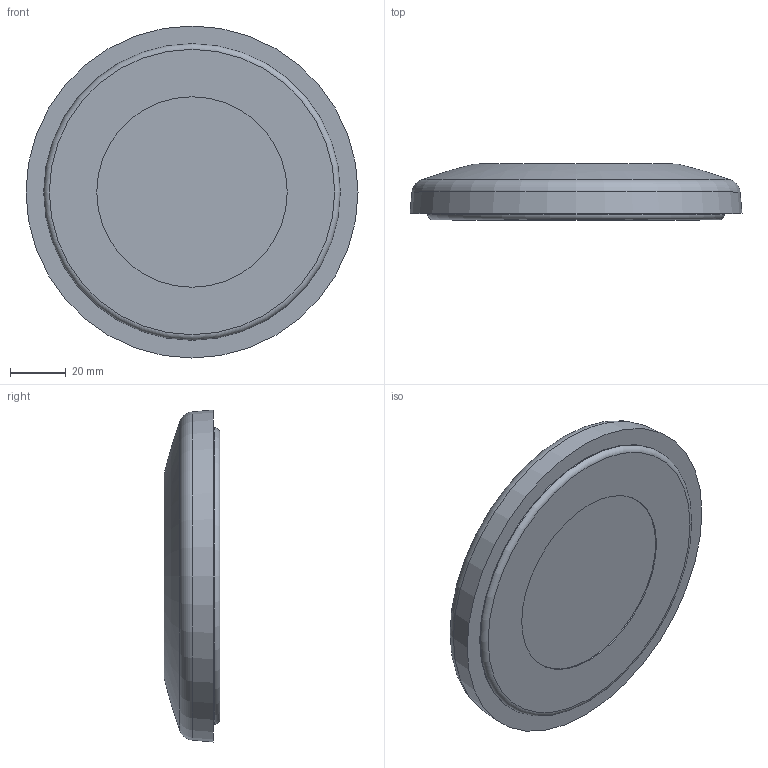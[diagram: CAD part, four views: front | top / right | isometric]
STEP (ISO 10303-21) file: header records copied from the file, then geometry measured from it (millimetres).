
FILE_DESCRIPTION(/* description */ ('STEP AP214'),/* implementation_level */ '2;1');
FILE_NAME(/* name */ '1011895.stp',/* time_stamp */ '2024-06-13T10:32:02+02:00',/* author */ ('Bo'),/* organization */ ('CADENAS'),/* preprocessor_version */ 'ST-DEVELOPER v20',/* originating_system */ 'Autodesk Inventor 2025',/* authorisation */ ' ');
FILE_SCHEMA (('AUTOMOTIVE_DESIGN { 1 0 10303 214 3 1 1 }'));
Length unit declared in the file: millimetre
Products named in the file (1): 1011895
Bounding box: 118.95 x 20 x 118.95 mm (x, y, z)
Volume: 186128 mm3; surface area: 26845.3 mm2
Topology: 1 solids, 1 shells, 13 faces, 23 edges, 14 vertices
Faces by surface type: plane 4, cylinder 3, torus 2, cone 2, sphere 1, bspline 1
Full cylindrical faces by diameter (mm): 17.84 x1, 68.26 x1, 106.26 x1
Entity records: 413 total; most frequent: CARTESIAN_POINT 76, DIRECTION 65, ORIENTED_EDGE 44, AXIS2_PLACEMENT_3D 30, EDGE_CURVE 22, CIRCLE 17, EDGE_LOOP 16, VERTEX_POINT 14
